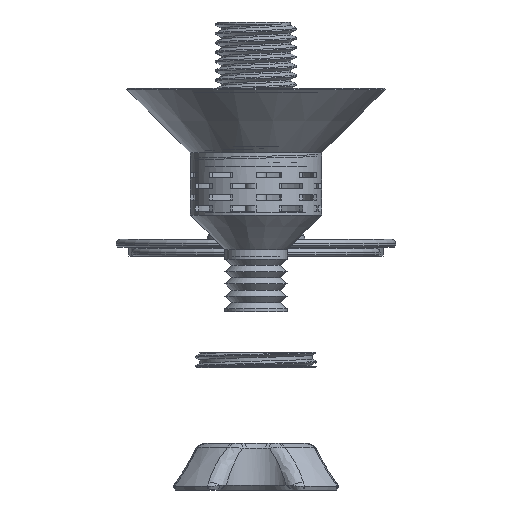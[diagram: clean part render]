
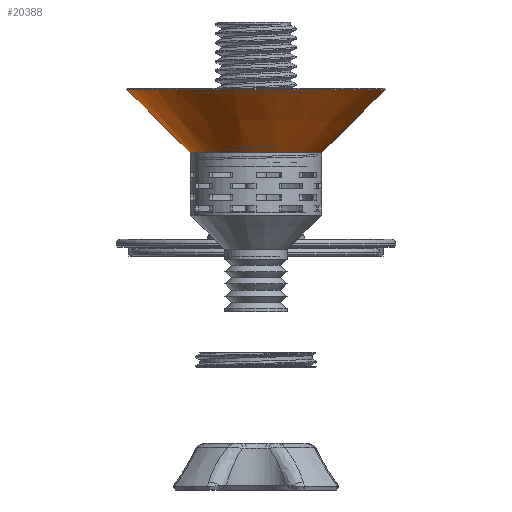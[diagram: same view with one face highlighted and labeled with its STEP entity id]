
A CAD part, front view. The second image highlights one B-rep face of the part: STEP entity #20388.
In plain terms, the highlighted conical face has half-angle 45 degrees and reference radius 31.6 mm.
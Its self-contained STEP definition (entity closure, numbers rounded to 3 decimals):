
#1181=CONICAL_SURFACE('',#22160,31.6,0.785);
#1893=CIRCLE('',#22158,41.646);
#1894=CIRCLE('',#22159,41.646);
#1895=CIRCLE('',#22161,21.2);
#2906=FACE_OUTER_BOUND('',#4245,.T.);
#4245=EDGE_LOOP('',(#17070,#17071,#17072,#17073,#17074));
#6324=LINE('',#36440,#7919);
#7919=VECTOR('',#26510,31.6);
#9617=VERTEX_POINT('',#36433);
#9618=VERTEX_POINT('',#36435);
#9619=VERTEX_POINT('',#36439);
#12207=EDGE_CURVE('',#9617,#9618,#1893,.T.);
#12208=EDGE_CURVE('',#9618,#9617,#1894,.T.);
#12209=EDGE_CURVE('',#9618,#9619,#6324,.T.);
#12210=EDGE_CURVE('',#9619,#9619,#1895,.T.);
#17070=ORIENTED_EDGE('',*,*,#12207,.F.);
#17071=ORIENTED_EDGE('',*,*,#12208,.F.);
#17072=ORIENTED_EDGE('',*,*,#12209,.T.);
#17073=ORIENTED_EDGE('',*,*,#12210,.T.);
#17074=ORIENTED_EDGE('',*,*,#12209,.F.);
#20388=ADVANCED_FACE('',(#2906),#1181,.T.);
#22158=AXIS2_PLACEMENT_3D('',#36436,#26504,#26505);
#22159=AXIS2_PLACEMENT_3D('',#36437,#26506,#26507);
#22160=AXIS2_PLACEMENT_3D('',#36438,#26508,#26509);
#22161=AXIS2_PLACEMENT_3D('',#36441,#26511,#26512);
#26504=DIRECTION('center_axis',(0.,0.,1.));
#26505=DIRECTION('ref_axis',(-1.,0.,0.));
#26506=DIRECTION('center_axis',(0.,0.,1.));
#26507=DIRECTION('ref_axis',(-1.,0.,0.));
#26508=DIRECTION('center_axis',(0.,0.,1.));
#26509=DIRECTION('ref_axis',(1.,0.,0.));
#26510=DIRECTION('',(0.707,0.,-0.707));
#26511=DIRECTION('center_axis',(0.,0.,1.));
#26512=DIRECTION('ref_axis',(-1.,0.,0.));
#36433=CARTESIAN_POINT('',(41.646,-325.,53.646));
#36435=CARTESIAN_POINT('',(-41.646,-325.,53.646));
#36436=CARTESIAN_POINT('Origin',(0.,-325.,53.646));
#36437=CARTESIAN_POINT('Origin',(0.,-325.,53.646));
#36438=CARTESIAN_POINT('Origin',(0.,-325.,43.6));
#36439=CARTESIAN_POINT('',(-21.2,-325.,33.2));
#36440=CARTESIAN_POINT('',(-31.6,-325.,43.6));
#36441=CARTESIAN_POINT('Origin',(0.,-325.,33.2));
